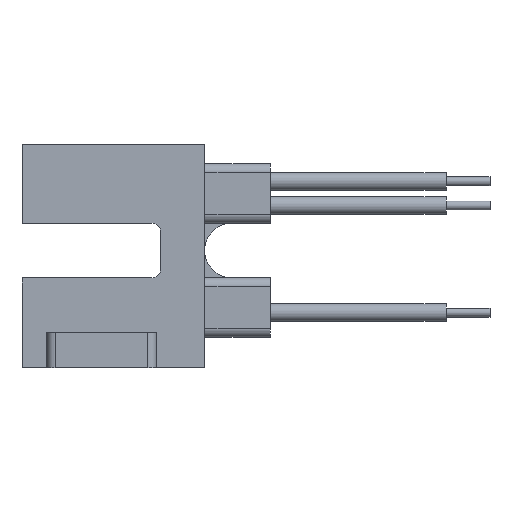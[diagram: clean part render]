
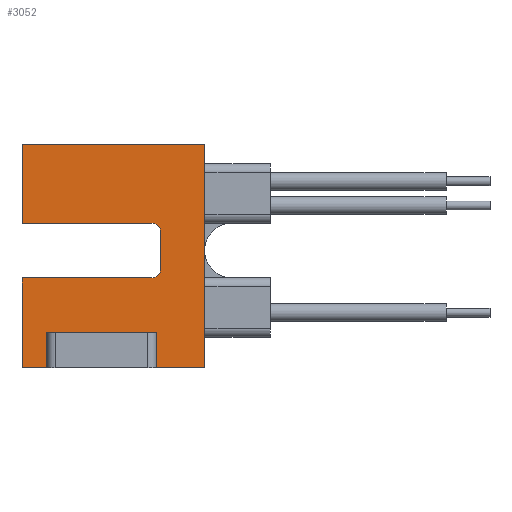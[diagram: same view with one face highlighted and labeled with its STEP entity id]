
A CAD part, left-side view. The second image highlights one B-rep face of the part: STEP entity #3052.
In plain terms, the highlighted planar face has unit normal (-1, 0, 0).
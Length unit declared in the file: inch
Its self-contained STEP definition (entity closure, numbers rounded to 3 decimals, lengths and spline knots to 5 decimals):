
#2 = CARTESIAN_POINT ( 'NONE',  ( -0.125, 0.305, 0.205 ) ) ;
#68 = CARTESIAN_POINT ( 'NONE',  ( -0.125, 0.305, 0.33 ) ) ;
#134 = VERTEX_POINT ( 'NONE', #2761 ) ;
#172 = CARTESIAN_POINT ( 'NONE',  ( -0.125, 0.305, 0.51 ) ) ;
#200 = CARTESIAN_POINT ( 'NONE',  ( -0.125, 0.305, 0.51 ) ) ;
#257 = CARTESIAN_POINT ( 'NONE',  ( -0.125, 0.25, 0. ) ) ;
#296 = VERTEX_POINT ( 'NONE', #4574 ) ;
#317 = VERTEX_POINT ( 'NONE', #2998 ) ;
#504 = DIRECTION ( 'NONE',  ( 0., 0., 1. ) ) ;
#512 = CARTESIAN_POINT ( 'NONE',  ( -0.125, 0., 0. ) ) ;
#568 = VECTOR ( 'NONE', #3957, 39.37008 ) ;
#583 = DIRECTION ( 'NONE',  ( 0., 1., 0. ) ) ;
#650 = EDGE_CURVE ( 'NONE', #6461, #3633, #4074, .T. ) ;
#726 = AXIS2_PLACEMENT_3D ( 'NONE', #2639, #5426, #3264 ) ;
#727 = VERTEX_POINT ( 'NONE', #1787 ) ;
#740 = CARTESIAN_POINT ( 'NONE',  ( -0.125, 0.305, 0.33 ) ) ;
#798 = VECTOR ( 'NONE', #995, 39.37008 ) ;
#852 = ORIENTED_EDGE ( 'NONE', *, *, #4952, .T. ) ;
#872 = AXIS2_PLACEMENT_3D ( 'NONE', #3597, #5738, #1269 ) ;
#938 = CARTESIAN_POINT ( 'NONE',  ( -0.125, 0.01, 0.205 ) ) ;
#969 = CARTESIAN_POINT ( 'NONE',  ( -0.125, 0.305, 0.51 ) ) ;
#977 = LINE ( 'NONE', #1983, #5175 ) ;
#986 = LINE ( 'NONE', #7162, #4371 ) ;
#995 = DIRECTION ( 'NONE',  ( 0., 0., -1. ) ) ;
#999 = DIRECTION ( 'NONE',  ( 0., 1., 0. ) ) ;
#1036 = VERTEX_POINT ( 'NONE', #1219 ) ;
#1113 = CARTESIAN_POINT ( 'NONE',  ( -0.125, -0.01, 0.225 ) ) ;
#1204 = VERTEX_POINT ( 'NONE', #938 ) ;
#1219 = CARTESIAN_POINT ( 'NONE',  ( -0.125, 0., 0.08 ) ) ;
#1269 = DIRECTION ( 'NONE',  ( 0., -1., 0. ) ) ;
#1277 = ORIENTED_EDGE ( 'NONE', *, *, #2441, .F. ) ;
#1279 = EDGE_CURVE ( 'NONE', #1204, #296, #6407, .T. ) ;
#1383 = VECTOR ( 'NONE', #1848, 39.37008 ) ;
#1530 = ORIENTED_EDGE ( 'NONE', *, *, #3678, .F. ) ;
#1587 = EDGE_CURVE ( 'NONE', #6686, #3633, #5627, .T. ) ;
#1611 = CARTESIAN_POINT ( 'NONE',  ( -0.125, -0.11, 0.51 ) ) ;
#1716 = ORIENTED_EDGE ( 'NONE', *, *, #2873, .F. ) ;
#1787 = CARTESIAN_POINT ( 'NONE',  ( -0.125, 0.25, 0.08 ) ) ;
#1795 = ORIENTED_EDGE ( 'NONE', *, *, #650, .F. ) ;
#1832 = ORIENTED_EDGE ( 'NONE', *, *, #4998, .F. ) ;
#1837 = PLANE ( 'NONE',  #4065 ) ;
#1848 = DIRECTION ( 'NONE',  ( 0., 0., 1. ) ) ;
#1983 = CARTESIAN_POINT ( 'NONE',  ( -0.125, 0.25, 0.08 ) ) ;
#2006 = LINE ( 'NONE', #740, #6746 ) ;
#2065 = VECTOR ( 'NONE', #999, 39.37008 ) ;
#2166 = LINE ( 'NONE', #2436, #1383 ) ;
#2282 = CARTESIAN_POINT ( 'NONE',  ( -0.125, 0.305, 0.51 ) ) ;
#2436 = CARTESIAN_POINT ( 'NONE',  ( -0.125, 0., 0.08 ) ) ;
#2441 = EDGE_CURVE ( 'NONE', #2917, #134, #6185, .T. ) ;
#2489 = ORIENTED_EDGE ( 'NONE', *, *, #3533, .T. ) ;
#2535 = EDGE_CURVE ( 'NONE', #2916, #1036, #2166, .T. ) ;
#2599 = ORIENTED_EDGE ( 'NONE', *, *, #5271, .F. ) ;
#2635 = VECTOR ( 'NONE', #5296, 39.37008 ) ;
#2639 = CARTESIAN_POINT ( 'NONE',  ( -0.125, 0.01, 0.225 ) ) ;
#2670 = ORIENTED_EDGE ( 'NONE', *, *, #1587, .T. ) ;
#2761 = CARTESIAN_POINT ( 'NONE',  ( -0.125, 0.01, 0.33 ) ) ;
#2836 = CARTESIAN_POINT ( 'NONE',  ( -0.125, 0.305, 0. ) ) ;
#2873 = EDGE_CURVE ( 'NONE', #317, #2916, #4260, .T. ) ;
#2880 = DIRECTION ( 'NONE',  ( 0., -1., 0. ) ) ;
#2901 = LINE ( 'NONE', #969, #4389 ) ;
#2916 = VERTEX_POINT ( 'NONE', #512 ) ;
#2917 = VERTEX_POINT ( 'NONE', #3840 ) ;
#2998 = CARTESIAN_POINT ( 'NONE',  ( -0.125, -0.11, 0. ) ) ;
#3052 = ADVANCED_FACE ( 'NONE', ( #4802 ), #1837, .T. ) ;
#3264 = DIRECTION ( 'NONE',  ( 0., 1., 0. ) ) ;
#3368 = ORIENTED_EDGE ( 'NONE', *, *, #6896, .F. ) ;
#3378 = VECTOR ( 'NONE', #583, 39.37008 ) ;
#3533 = EDGE_CURVE ( 'NONE', #4580, #5035, #6675, .T. ) ;
#3559 = DIRECTION ( 'NONE',  ( 0., -1., 0. ) ) ;
#3597 = CARTESIAN_POINT ( 'NONE',  ( -0.125, 0.01, 0.31 ) ) ;
#3633 = VERTEX_POINT ( 'NONE', #6089 ) ;
#3678 = EDGE_CURVE ( 'NONE', #6294, #317, #5702, .T. ) ;
#3840 = CARTESIAN_POINT ( 'NONE',  ( -0.125, -0.01, 0.31 ) ) ;
#3957 = DIRECTION ( 'NONE',  ( 0., 0., -1. ) ) ;
#4065 = AXIS2_PLACEMENT_3D ( 'NONE', #172, #6261, #2880 ) ;
#4074 = LINE ( 'NONE', #4340, #2065 ) ;
#4260 = LINE ( 'NONE', #2836, #3378 ) ;
#4340 = CARTESIAN_POINT ( 'NONE',  ( -0.125, 0.305, 0. ) ) ;
#4371 = VECTOR ( 'NONE', #5500, 39.37008 ) ;
#4389 = VECTOR ( 'NONE', #4880, 39.37008 ) ;
#4475 = VECTOR ( 'NONE', #504, 39.37008 ) ;
#4547 = CARTESIAN_POINT ( 'NONE',  ( -0.125, -0.11, 0.51 ) ) ;
#4574 = CARTESIAN_POINT ( 'NONE',  ( -0.125, -0.01, 0.225 ) ) ;
#4580 = VERTEX_POINT ( 'NONE', #6797 ) ;
#4802 = FACE_OUTER_BOUND ( 'NONE', #7148, .T. ) ;
#4868 = ORIENTED_EDGE ( 'NONE', *, *, #2535, .F. ) ;
#4880 = DIRECTION ( 'NONE',  ( 0., 1., 0. ) ) ;
#4952 = EDGE_CURVE ( 'NONE', #727, #1036, #986, .T. ) ;
#4998 = EDGE_CURVE ( 'NONE', #296, #2917, #5881, .T. ) ;
#5035 = VERTEX_POINT ( 'NONE', #68 ) ;
#5134 = ORIENTED_EDGE ( 'NONE', *, *, #6632, .T. ) ;
#5175 = VECTOR ( 'NONE', #5944, 39.37008 ) ;
#5271 = EDGE_CURVE ( 'NONE', #727, #6461, #977, .T. ) ;
#5296 = DIRECTION ( 'NONE',  ( 0., 0., -1. ) ) ;
#5426 = DIRECTION ( 'NONE',  ( -1., 0., 0. ) ) ;
#5500 = DIRECTION ( 'NONE',  ( 0., -1., 0. ) ) ;
#5627 = LINE ( 'NONE', #2282, #568 ) ;
#5702 = LINE ( 'NONE', #1611, #798 ) ;
#5738 = DIRECTION ( 'NONE',  ( -1., 0., 0. ) ) ;
#5822 = CARTESIAN_POINT ( 'NONE',  ( -0.125, 0.305, 0.205 ) ) ;
#5853 = LINE ( 'NONE', #5822, #7006 ) ;
#5881 = LINE ( 'NONE', #1113, #4475 ) ;
#5944 = DIRECTION ( 'NONE',  ( 0., 0., -1. ) ) ;
#6089 = CARTESIAN_POINT ( 'NONE',  ( -0.125, 0.305, 0. ) ) ;
#6185 = CIRCLE ( 'NONE', #872, 0.02 ) ;
#6261 = DIRECTION ( 'NONE',  ( -1., 0., 0. ) ) ;
#6267 = ORIENTED_EDGE ( 'NONE', *, *, #6984, .F. ) ;
#6294 = VERTEX_POINT ( 'NONE', #4547 ) ;
#6407 = CIRCLE ( 'NONE', #726, 0.02 ) ;
#6461 = VERTEX_POINT ( 'NONE', #257 ) ;
#6632 = EDGE_CURVE ( 'NONE', #6294, #4580, #2901, .T. ) ;
#6675 = LINE ( 'NONE', #200, #2635 ) ;
#6686 = VERTEX_POINT ( 'NONE', #2 ) ;
#6746 = VECTOR ( 'NONE', #6845, 39.37008 ) ;
#6772 = ORIENTED_EDGE ( 'NONE', *, *, #1279, .F. ) ;
#6797 = CARTESIAN_POINT ( 'NONE',  ( -0.125, 0.305, 0.51 ) ) ;
#6845 = DIRECTION ( 'NONE',  ( 0., 1., 0. ) ) ;
#6896 = EDGE_CURVE ( 'NONE', #134, #5035, #2006, .T. ) ;
#6984 = EDGE_CURVE ( 'NONE', #6686, #1204, #5853, .T. ) ;
#7006 = VECTOR ( 'NONE', #3559, 39.37008 ) ;
#7148 = EDGE_LOOP ( 'NONE', ( #6267, #2670, #1795, #2599, #852, #4868, #1716, #1530, #5134, #2489, #3368, #1277, #1832, #6772 ) ) ;
#7162 = CARTESIAN_POINT ( 'NONE',  ( -0.125, 0., 0.08 ) ) ;
